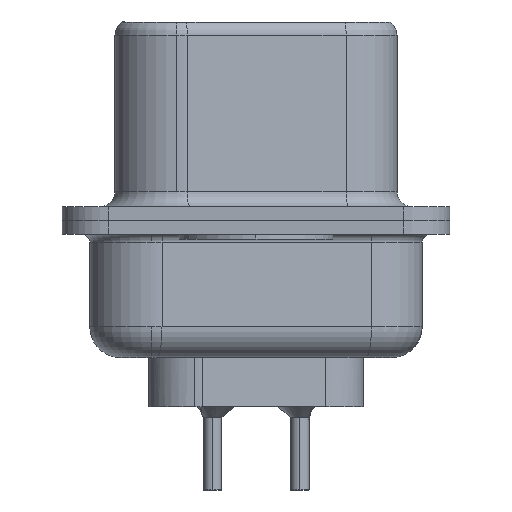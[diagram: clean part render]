
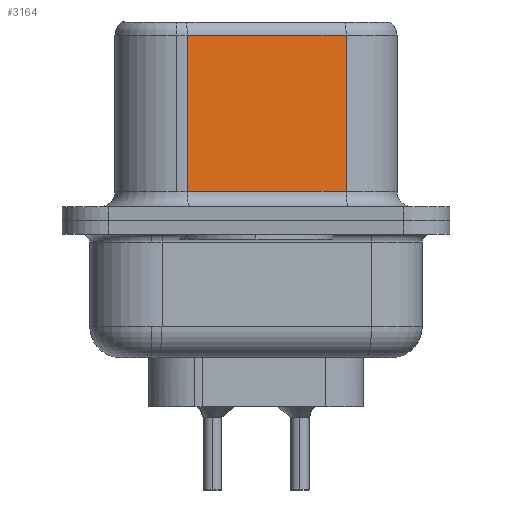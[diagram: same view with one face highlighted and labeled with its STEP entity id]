
A CAD part, left-side view. The second image highlights one B-rep face of the part: STEP entity #3164.
In plain terms, the highlighted planar face has unit normal (-0.985, -0.174, 0).
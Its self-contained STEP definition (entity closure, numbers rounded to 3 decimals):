
#59 = ORIENTED_EDGE ( 'NONE', *, *, #12017, .T. ) ;
#194 = DIRECTION ( 'NONE',  ( 0.985, 0.174, 0. ) ) ;
#470 = CARTESIAN_POINT ( 'NONE',  ( 4.575, -2.927, 6.52 ) ) ;
#1056 = CARTESIAN_POINT ( 'NONE',  ( 4.575, -2.927, 6.02 ) ) ;
#1277 = DIRECTION ( 'NONE',  ( -0.174, 0.985, 0. ) ) ;
#2104 = CARTESIAN_POINT ( 'NONE',  ( 4.575, -2.927, 6.52 ) ) ;
#2302 = EDGE_CURVE ( 'NONE', #16881, #6134, #11532, .T. ) ;
#2353 = CARTESIAN_POINT ( 'NONE',  ( 3.665, 2.233, 6.52 ) ) ;
#3112 = AXIS2_PLACEMENT_3D ( 'NONE', #470, #194, #19515 ) ;
#3164 = ADVANCED_FACE ( 'NONE', ( #17100 ), #19400, .F. ) ;
#3969 = LINE ( 'NONE', #2104, #7527 ) ;
#4711 = VERTEX_POINT ( 'NONE', #1056 ) ;
#6134 = VERTEX_POINT ( 'NONE', #18870 ) ;
#6142 = EDGE_CURVE ( 'NONE', #11563, #16881, #12108, .T. ) ;
#7032 = VECTOR ( 'NONE', #11368, 1000. ) ;
#7527 = VECTOR ( 'NONE', #11153, 1000. ) ;
#8097 = VECTOR ( 'NONE', #15911, 1000. ) ;
#8357 = ORIENTED_EDGE ( 'NONE', *, *, #2302, .T. ) ;
#8750 = EDGE_CURVE ( 'NONE', #4711, #6134, #3969, .T. ) ;
#8827 = CARTESIAN_POINT ( 'NONE',  ( 4.575, -2.927, 6.02 ) ) ;
#9280 = CARTESIAN_POINT ( 'NONE',  ( 3.665, 2.233, 0.95 ) ) ;
#11153 = DIRECTION ( 'NONE',  ( 0., 0., -1. ) ) ;
#11368 = DIRECTION ( 'NONE',  ( 0.174, -0.985, 0. ) ) ;
#11532 = LINE ( 'NONE', #17867, #7032 ) ;
#11563 = VERTEX_POINT ( 'NONE', #12276 ) ;
#12017 = EDGE_CURVE ( 'NONE', #4711, #11563, #12065, .T. ) ;
#12065 = LINE ( 'NONE', #8827, #18625 ) ;
#12108 = LINE ( 'NONE', #2353, #8097 ) ;
#12276 = CARTESIAN_POINT ( 'NONE',  ( 3.665, 2.233, 6.02 ) ) ;
#13455 = ORIENTED_EDGE ( 'NONE', *, *, #6142, .T. ) ;
#15911 = DIRECTION ( 'NONE',  ( 0., 0., -1. ) ) ;
#16881 = VERTEX_POINT ( 'NONE', #9280 ) ;
#17100 = FACE_OUTER_BOUND ( 'NONE', #17111, .T. ) ;
#17111 = EDGE_LOOP ( 'NONE', ( #19196, #59, #13455, #8357 ) ) ;
#17867 = CARTESIAN_POINT ( 'NONE',  ( 4.575, -2.927, 0.95 ) ) ;
#18625 = VECTOR ( 'NONE', #1277, 1000. ) ;
#18870 = CARTESIAN_POINT ( 'NONE',  ( 4.575, -2.927, 0.95 ) ) ;
#19196 = ORIENTED_EDGE ( 'NONE', *, *, #8750, .F. ) ;
#19400 = PLANE ( 'NONE',  #3112 ) ;
#19515 = DIRECTION ( 'NONE',  ( -0.174, 0.985, 0. ) ) ;
